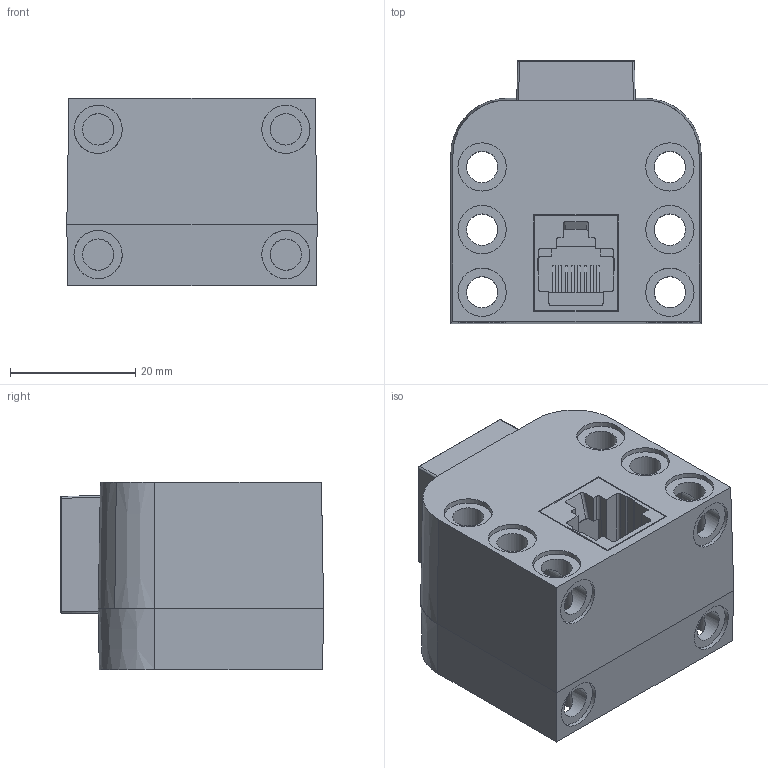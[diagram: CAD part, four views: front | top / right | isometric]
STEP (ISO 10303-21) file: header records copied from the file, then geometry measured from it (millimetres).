
FILE_DESCRIPTION(('HOOPS Exchange Step'),'2;1');
FILE_NAME('temp_export','2023-10-31T11:51:13+01:00',('laszlobekessy'),('Shapr3D Limited'),'HOOPS Exchange 2023.2','Shapr3D','Authorized');
FILE_SCHEMA( ('AUTOMOTIVE_DESIGN { 1 0 10303 214 1 1 1 1 }') );
Length unit declared in the file: millimetre
Products named in the file (13): RESSORT_1; BUCA_1; BUCA_2; BUMPER_HOUSING_1; BUCA_3_1; BOARD_1; BUCOMA-7_1; RJ45X1A_1; BUPCBA_1; BUCA_4_1; BUMPER; bubeta_asm.stp; root
Assembly tree (12 placements, depth 5):
  root
    bubeta_asm.stp
      BUMPER
        RESSORT_1
        BUMPER_HOUSING_1
          BUCA_1
          BUCA_2
        BUCA_3_1
        BUPCBA_1
          BOARD_1
          BUCOMA-7_1
          RJ45X1A_1
        BUCA_4_1
Bounding box: 40 x 42.04 x 30 mm (x, y, z)
Volume: 19288 mm3; surface area: 24477.2 mm2
Topology: 8 solids, 8 shells, 703 faces, 1993 edges, 1347 vertices
Faces by surface type: plane 495, cylinder 185, cone 17, bspline 6
Full cylindrical faces by diameter (mm): 0.9 x8, 1 x4, 1.4 x1, 2 x4, 3 x2, 3.25 x2, 3.5 x1, 4 x1, 5 x28, 7 x1, 7.7 x20
Entity records: 37494 total; most frequent: CARTESIAN_POINT 18233, ORIENTED_EDGE 3986, DIRECTION 3914, EDGE_CURVE 1993, VECTOR 1436, LINE 1436, VERTEX_POINT 1347, AXIS2_PLACEMENT_3D 1239
